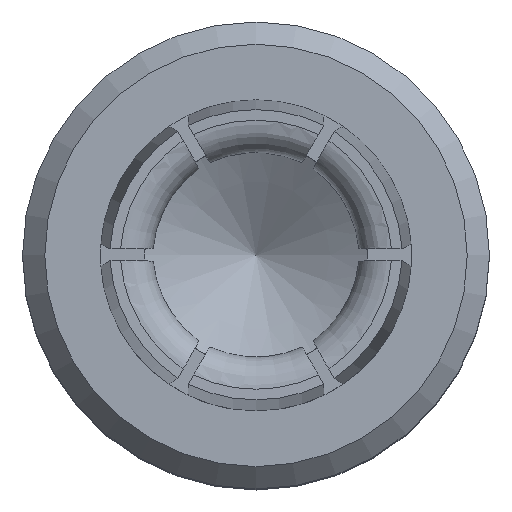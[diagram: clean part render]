
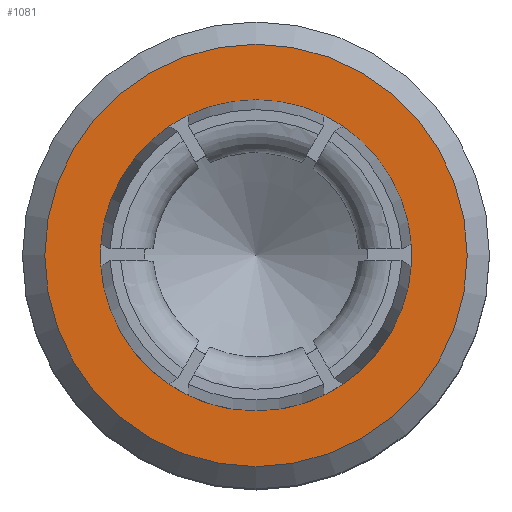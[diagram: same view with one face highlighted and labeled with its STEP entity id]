
A CAD part, top view. The second image highlights one B-rep face of the part: STEP entity #1081.
In plain terms, the highlighted planar face has unit normal (0, 0, 1).
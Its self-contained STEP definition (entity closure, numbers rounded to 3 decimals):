
#418=ORIENTED_EDGE('',*,*,#696,.T.);
#419=ORIENTED_EDGE('',*,*,#694,.F.);
#694=EDGE_CURVE('',#834,#834,#860,.T.);
#696=EDGE_CURVE('',#836,#836,#862,.T.);
#834=VERTEX_POINT('',#1956);
#836=VERTEX_POINT('',#1961);
#860=CIRCLE('',#1193,9.475);
#862=CIRCLE('',#1196,6.975);
#914=EDGE_LOOP('',(#418));
#915=EDGE_LOOP('',(#419));
#986=FACE_BOUND('',#914,.T.);
#987=FACE_BOUND('',#915,.T.);
#1050=PLANE('',#1195);
#1081=ADVANCED_FACE('',(#986,#987),#1050,.F.);
#1193=AXIS2_PLACEMENT_3D('',#1955,#1472,#1473);
#1195=AXIS2_PLACEMENT_3D('',#1959,#1476,#1477);
#1196=AXIS2_PLACEMENT_3D('',#1960,#1478,#1479);
#1472=DIRECTION('',(0.,0.,-1.));
#1473=DIRECTION('',(-1.,0.,0.));
#1476=DIRECTION('',(0.,0.,-1.));
#1477=DIRECTION('',(-1.,0.,0.));
#1478=DIRECTION('',(0.,0.,-1.));
#1479=DIRECTION('',(-1.,0.,0.));
#1955=CARTESIAN_POINT('',(0.,0.,27.75));
#1956=CARTESIAN_POINT('',(-9.475,0.,27.75));
#1959=CARTESIAN_POINT('',(6.975,0.,27.75));
#1960=CARTESIAN_POINT('',(0.,0.,27.75));
#1961=CARTESIAN_POINT('',(-6.975,0.,27.75));
